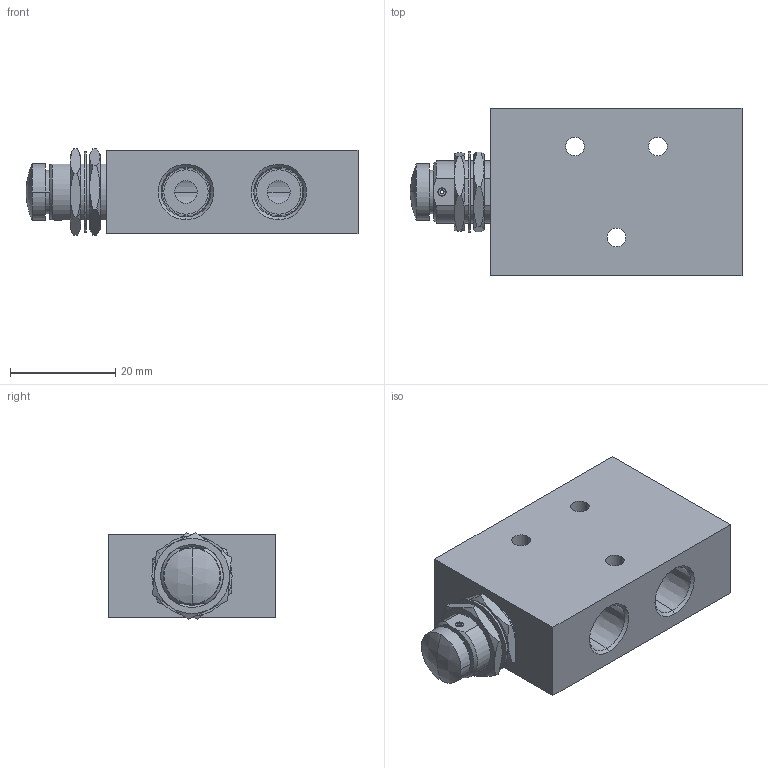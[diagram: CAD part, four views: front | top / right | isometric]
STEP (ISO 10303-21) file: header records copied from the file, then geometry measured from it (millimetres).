
FILE_DESCRIPTION (( 'STEP AP214' ), '1' );
FILE_NAME ('GVS-521F-PB.step', '2018-10-25T18:27:37', ( '' ), ( '' ), 'SwSTEP 2.0', 'SolidWorks 2018', '' );
FILE_SCHEMA (( 'AUTOMOTIVE_DESIGN' ));
Length unit declared in the file: inch
Products named in the file (1): GVS-521F-PB
Bounding box: 63.09 x 31.75 x 16.45 mm (x, y, z)
Volume: 17703.3 mm3; surface area: 11255.1 mm2
Topology: 7 solids, 7 shells, 308 faces, 776 edges, 495 vertices
Faces by surface type: cylinder 123, plane 115, cone 68, sphere 2
Entity records: 14088 total; most frequent: CARTESIAN_POINT 2412, DIRECTION 1624, ORIENTED_EDGE 1552, EDGE_CURVE 776, AXIS2_PLACEMENT_3D 631, VERTEX_POINT 495, VECTOR 362, LINE 362
